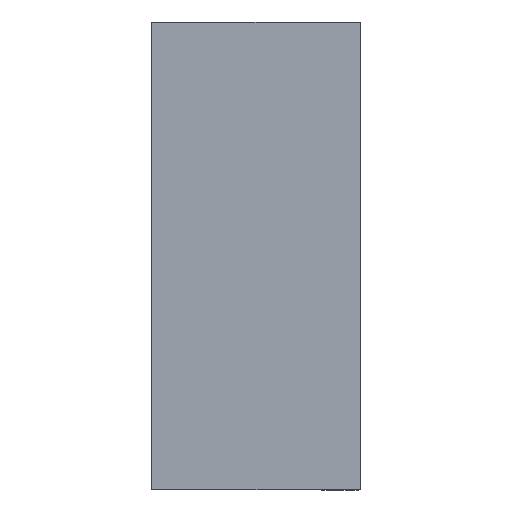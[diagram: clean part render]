
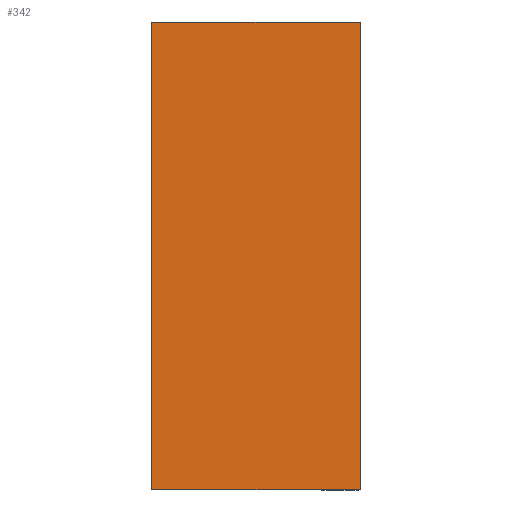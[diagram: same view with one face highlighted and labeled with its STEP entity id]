
A CAD part, left-side view. The second image highlights one B-rep face of the part: STEP entity #342.
In plain terms, the highlighted planar face has unit normal (-1, 0, 0).
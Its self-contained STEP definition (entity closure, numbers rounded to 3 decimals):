
#36=LINE('',#598,#58);
#38=LINE('',#603,#60);
#39=LINE('',#604,#61);
#40=LINE('',#605,#62);
#58=VECTOR('',#497,10.);
#60=VECTOR('',#501,10.);
#61=VECTOR('',#502,10.);
#62=VECTOR('',#503,10.);
#104=FACE_OUTER_BOUND('',#130,.T.);
#130=EDGE_LOOP('',(#285,#286,#287,#288));
#185=VERTEX_POINT('',#595);
#186=VERTEX_POINT('',#597);
#187=VERTEX_POINT('',#601);
#188=VERTEX_POINT('',#602);
#222=EDGE_CURVE('',#186,#185,#36,.T.);
#224=EDGE_CURVE('',#187,#188,#38,.T.);
#225=EDGE_CURVE('',#188,#186,#39,.T.);
#226=EDGE_CURVE('',#185,#187,#40,.T.);
#285=ORIENTED_EDGE('',*,*,#224,.T.);
#286=ORIENTED_EDGE('',*,*,#225,.T.);
#287=ORIENTED_EDGE('',*,*,#222,.T.);
#288=ORIENTED_EDGE('',*,*,#226,.T.);
#321=PLANE('',#399);
#342=ADVANCED_FACE('',(#104),#321,.T.);
#399=AXIS2_PLACEMENT_3D('',#600,#499,#500);
#497=DIRECTION('',(0.,0.,1.));
#499=DIRECTION('center_axis',(-1.,0.,0.));
#500=DIRECTION('ref_axis',(0.,0.,
1.));
#501=DIRECTION('',(0.,0.,-1.));
#502=DIRECTION('',(0.,-1.,0.));
#503=DIRECTION('',(0.,1.,0.));
#595=CARTESIAN_POINT('',(-7.3,174.45,-171.421));
#597=CARTESIAN_POINT('',(-7.3,174.45,-189.421));
#598=CARTESIAN_POINT('',(-7.3,174.45,-177.421));
#600=CARTESIAN_POINT('Origin',(-7.3,179.,-177.421));
#601=CARTESIAN_POINT('',(-7.3,182.45,-171.421));
#602=CARTESIAN_POINT('',(-7.3,182.45,-189.421));
#603=CARTESIAN_POINT('',(-7.3,182.45,-177.421));
#604=CARTESIAN_POINT('',(-7.3,179.,-189.421));
#605=CARTESIAN_POINT('',(-7.3,179.,-171.421));
